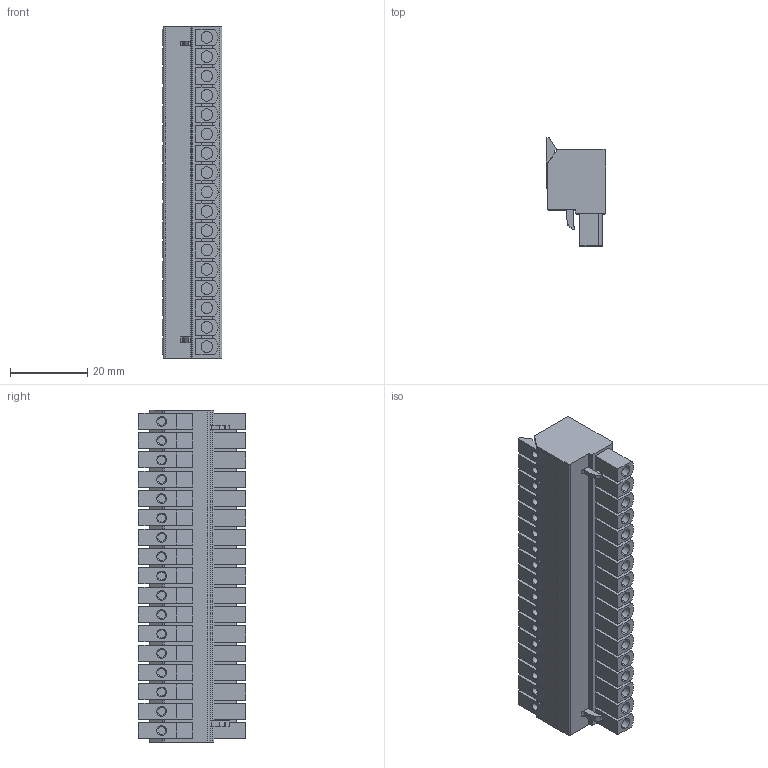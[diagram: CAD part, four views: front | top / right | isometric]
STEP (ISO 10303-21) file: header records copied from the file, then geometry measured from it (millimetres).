
FILE_DESCRIPTION((''),'2;1');
FILE_NAME('TLPS-219','2024-11-07T13:32:27',('tluser'),(''),'CREO PARAMETRIC BY PTC INC, 2018100','CREO PARAMETRIC BY PTC INC, 2018100','');
FILE_SCHEMA(('CONFIG_CONTROL_DESIGN'));
Length unit declared in the file: millimetre
Products named in the file (1): TLPS-219
Bounding box: 15.42 x 27.87 x 85.88 mm (x, y, z)
Volume: 23226.5 mm3; surface area: 10807.3 mm2
Topology: 1 solids, 1 shells, 927 faces, 2392 edges, 1538 vertices
Faces by surface type: plane 447, cylinder 344, torus 136
Entity records: 28450 total; most frequent: CARTESIAN_POINT 5161, DIRECTION 5036, ORIENTED_EDGE 4784, EDGE_CURVE 2392, AXIS2_PLACEMENT_3D 1785, VERTEX_POINT 1538, VECTOR 1466, LINE 1466
